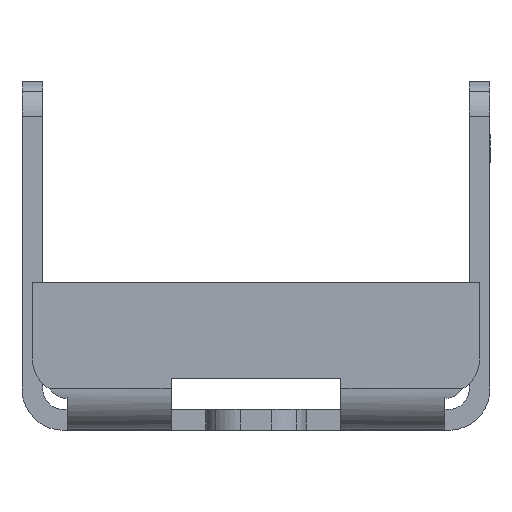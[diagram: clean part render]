
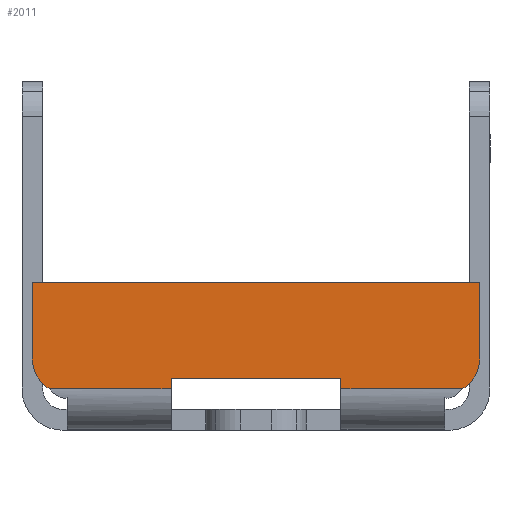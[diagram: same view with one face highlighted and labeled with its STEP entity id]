
A CAD part, left-side view. The second image highlights one B-rep face of the part: STEP entity #2011.
In plain terms, the highlighted planar face has unit normal (-1, 0, 0).
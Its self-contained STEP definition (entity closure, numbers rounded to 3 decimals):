
#815=CARTESIAN_POINT('',(-27.45,-6.157,1.05));
#816=VERTEX_POINT('',#815);
#832=CARTESIAN_POINT('',(-27.45,-6.45,1.758));
#833=VERTEX_POINT('',#832);
#840=CARTESIAN_POINT('',(-27.45,-5.45,1.758));
#841=DIRECTION('',(1.,0.,0.));
#842=DIRECTION('',(0.,-0.707,-0.707));
#843=AXIS2_PLACEMENT_3D('',#840,#841,#842);
#844=CIRCLE('',#843,1.);
#845=EDGE_CURVE('',#833,#816,#844,.T.);
#857=CARTESIAN_POINT('',(-27.45,6.157,1.05));
#858=VERTEX_POINT('',#857);
#874=CARTESIAN_POINT('',(-27.45,5.964,0.9));
#875=VERTEX_POINT('',#874);
#882=CARTESIAN_POINT('',(-27.45,5.45,1.758));
#883=DIRECTION('',(1.,0.,0.));
#884=DIRECTION('',(0.,0.707,-0.707));
#885=AXIS2_PLACEMENT_3D('',#882,#883,#884);
#886=CIRCLE('',#885,1.);
#887=EDGE_CURVE('',#875,#858,#886,.T.);
#925=CARTESIAN_POINT('',(-27.45,-5.964,0.9));
#926=VERTEX_POINT('',#925);
#935=CARTESIAN_POINT('',(-27.45,-2.45,0.9));
#936=VERTEX_POINT('',#935);
#937=CARTESIAN_POINT('',(-27.45,-5.964,0.9));
#938=DIRECTION('',(0.0,1.0,0.0));
#939=VECTOR('',#938,3.514);
#940=LINE('',#937,#939);
#941=EDGE_CURVE('',#926,#936,#940,.T.);
#968=CARTESIAN_POINT('',(-27.45,2.45,0.9));
#969=VERTEX_POINT('',#968);
#977=CARTESIAN_POINT('',(-27.45,2.45,0.9));
#978=DIRECTION('',(0.0,1.0,0.0));
#979=VECTOR('',#978,3.514);
#980=LINE('',#977,#979);
#981=EDGE_CURVE('',#969,#875,#980,.T.);
#1940=CARTESIAN_POINT('',(-27.45,0.0,3.958));
#1941=DIRECTION('',(-1.0,0.0,0.0));
#1942=DIRECTION('',(0.0,0.0,1.0));
#1943=AXIS2_PLACEMENT_3D('',#1940,#1941,#1942);
#1944=PLANE('',#1943);
#1945=CARTESIAN_POINT('',(-27.45,-6.45,3.958));
#1946=VERTEX_POINT('',#1945);
#1947=CARTESIAN_POINT('',(-27.45,6.45,3.958));
#1948=VERTEX_POINT('',#1947);
#1949=CARTESIAN_POINT('',(-27.45,-6.45,3.958));
#1950=DIRECTION('',(0.0,1.0,0.0));
#1951=VECTOR('',#1950,12.9);
#1952=LINE('',#1949,#1951);
#1953=EDGE_CURVE('',#1946,#1948,#1952,.T.);
#1954=ORIENTED_EDGE('',*,*,#1953,.T.);
#1955=CARTESIAN_POINT('',(-27.45,6.45,1.758));
#1956=VERTEX_POINT('',#1955);
#1957=CARTESIAN_POINT('',(-27.45,6.45,3.958));
#1958=DIRECTION('',(0.0,0.0,-1.0));
#1959=VECTOR('',#1958,2.2);
#1960=LINE('',#1957,#1959);
#1961=EDGE_CURVE('',#1948,#1956,#1960,.T.);
#1962=ORIENTED_EDGE('',*,*,#1961,.T.);
#1963=CARTESIAN_POINT('',(-27.45,5.45,1.758));
#1964=DIRECTION('',(1.,0.,0.));
#1965=DIRECTION('',(0.,0.707,-0.707));
#1966=AXIS2_PLACEMENT_3D('',#1963,#1964,#1965);
#1967=CIRCLE('',#1966,1.);
#1968=EDGE_CURVE('',#858,#1956,#1967,.T.);
#1969=ORIENTED_EDGE('',*,*,#1968,.F.);
#1970=ORIENTED_EDGE('',*,*,#887,.F.);
#1971=ORIENTED_EDGE('',*,*,#981,.F.);
#1972=CARTESIAN_POINT('',(-27.45,2.45,1.2));
#1973=VERTEX_POINT('',#1972);
#1974=CARTESIAN_POINT('',(-27.45,2.45,0.9));
#1975=DIRECTION('',(0.0,0.0,1.0));
#1976=VECTOR('',#1975,0.3);
#1977=LINE('',#1974,#1976);
#1978=EDGE_CURVE('',#969,#1973,#1977,.T.);
#1979=ORIENTED_EDGE('',*,*,#1978,.T.);
#1980=CARTESIAN_POINT('',(-27.45,-2.45,1.2));
#1981=VERTEX_POINT('',#1980);
#1982=CARTESIAN_POINT('',(-27.45,2.45,1.2));
#1983=DIRECTION('',(0.0,-1.0,0.0));
#1984=VECTOR('',#1983,4.9);
#1985=LINE('',#1982,#1984);
#1986=EDGE_CURVE('',#1973,#1981,#1985,.T.);
#1987=ORIENTED_EDGE('',*,*,#1986,.T.);
#1988=CARTESIAN_POINT('',(-27.45,-2.45,1.2));
#1989=DIRECTION('',(0.0,0.0,-1.0));
#1990=VECTOR('',#1989,0.3);
#1991=LINE('',#1988,#1990);
#1992=EDGE_CURVE('',#1981,#936,#1991,.T.);
#1993=ORIENTED_EDGE('',*,*,#1992,.T.);
#1994=ORIENTED_EDGE('',*,*,#941,.F.);
#1995=CARTESIAN_POINT('',(-27.45,-5.45,1.758));
#1996=DIRECTION('',(1.,0.,0.));
#1997=DIRECTION('',(0.,-0.707,-0.707));
#1998=AXIS2_PLACEMENT_3D('',#1995,#1996,#1997);
#1999=CIRCLE('',#1998,1.);
#2000=EDGE_CURVE('',#816,#926,#1999,.T.);
#2001=ORIENTED_EDGE('',*,*,#2000,.F.);
#2002=ORIENTED_EDGE('',*,*,#845,.F.);
#2003=CARTESIAN_POINT('',(-27.45,-6.45,1.758));
#2004=DIRECTION('',(0.0,0.0,1.0));
#2005=VECTOR('',#2004,2.2);
#2006=LINE('',#2003,#2005);
#2007=EDGE_CURVE('',#833,#1946,#2006,.T.);
#2008=ORIENTED_EDGE('',*,*,#2007,.T.);
#2009=EDGE_LOOP('',(#1954,#1962,#1969,#1970,#1971,#1979,#1987,#1993,#1994,#2001,#2002,#2008));
#2010=FACE_OUTER_BOUND('',#2009,.T.);
#2011=ADVANCED_FACE('',(#2010),#1944,.T.);
